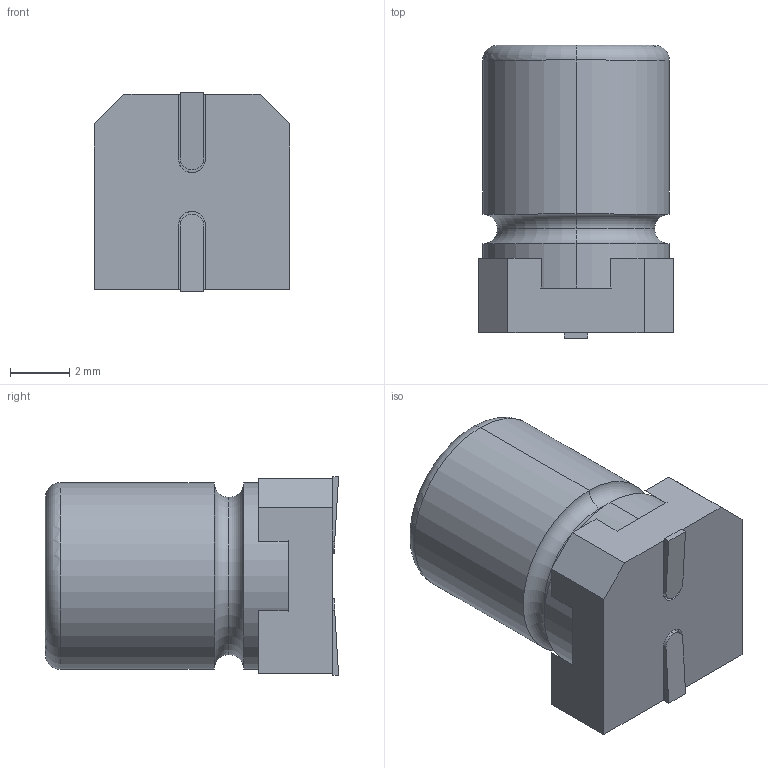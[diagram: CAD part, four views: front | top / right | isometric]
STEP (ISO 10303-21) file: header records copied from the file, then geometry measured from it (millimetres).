
FILE_DESCRIPTION (( 'STEP AP214' ), '1' );
FILE_NAME ('SVPG-C10.STEP', '2019-05-01T15:42:46', ( '' ), ( '' ), 'SwSTEP 2.0', 'SolidWorks 2018', '' );
FILE_SCHEMA (( 'AUTOMOTIVE_DESIGN' ));
Length unit declared in the file: millimetre
Products named in the file (4): Pedistal; SVPG-C10; Can; Pin
Assembly tree (4 placements, depth 2):
  SVPG-C10
    Pedistal
    Pin  x2
    Can
Bounding box: 6.6 x 9.9 x 6.71 mm (x, y, z)
Volume: 316.9 mm3; surface area: 391.5 mm2
Topology: 4 solids, 4 shells, 54 faces, 123 edges, 77 vertices
Faces by surface type: plane 32, cylinder 14, torus 6, bspline 2
Entity records: 1505 total; most frequent: CARTESIAN_POINT 279, DIRECTION 234, ORIENTED_EDGE 216, EDGE_CURVE 108, AXIS2_PLACEMENT_3D 82, LINE 70, VECTOR 70, VERTEX_POINT 67
